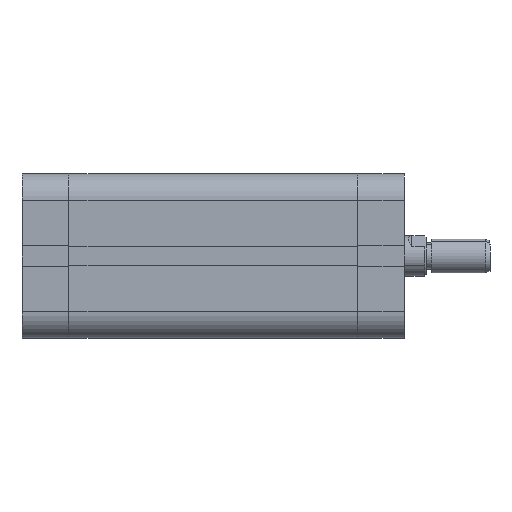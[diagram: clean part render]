
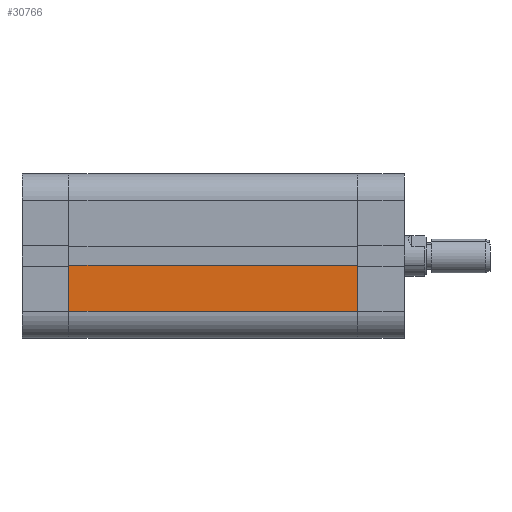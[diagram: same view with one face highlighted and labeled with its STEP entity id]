
A CAD part, front view. The second image highlights one B-rep face of the part: STEP entity #30766.
In plain terms, the highlighted planar face has unit normal (0, -1, 0).
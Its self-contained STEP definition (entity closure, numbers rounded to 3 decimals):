
#59 = DIRECTION ( 'NONE',  ( 0., 0., -1. ) ) ;
#772 = AXIS2_PLACEMENT_3D ( 'NONE', #32489, #30037, #15780 ) ;
#1282 = ORIENTED_EDGE ( 'NONE', *, *, #1838, .T. ) ;
#1816 = ORIENTED_EDGE ( 'NONE', *, *, #28168, .T. ) ;
#1838 = EDGE_CURVE ( 'NONE', #34985, #2228, #9111, .T. ) ;
#2228 = VERTEX_POINT ( 'NONE', #31551 ) ;
#2818 = DIRECTION ( 'NONE',  ( -1., 0., 0. ) ) ;
#3146 = LINE ( 'NONE', #20368, #16937 ) ;
#3352 = CARTESIAN_POINT ( 'NONE',  ( 0., -24.5, -2.8 ) ) ;
#4091 = VERTEX_POINT ( 'NONE', #8317 ) ;
#5387 = CARTESIAN_POINT ( 'NONE',  ( 0., -24.5, -24.5 ) ) ;
#7620 = VECTOR ( 'NONE', #29806, 1000. ) ;
#8092 = VECTOR ( 'NONE', #2818, 1000. ) ;
#8314 = CARTESIAN_POINT ( 'NONE',  ( 86.001, -24.5, -2.8 ) ) ;
#8317 = CARTESIAN_POINT ( 'NONE',  ( 86., -24.5, -2.8 ) ) ;
#8602 = EDGE_CURVE ( 'NONE', #4091, #18190, #16823, .T. ) ;
#9111 = LINE ( 'NONE', #29250, #7620 ) ;
#9347 = FACE_OUTER_BOUND ( 'NONE', #31523, .T. ) ;
#15780 = DIRECTION ( 'NONE',  ( 0., 0., 1. ) ) ;
#16823 = LINE ( 'NONE', #8314, #8092 ) ;
#16937 = VECTOR ( 'NONE', #18247, 1000. ) ;
#17572 = CARTESIAN_POINT ( 'NONE',  ( 0., -24.5, -16.5 ) ) ;
#18190 = VERTEX_POINT ( 'NONE', #3352 ) ;
#18247 = DIRECTION ( 'NONE',  ( 0., 0., -1. ) ) ;
#20356 = ORIENTED_EDGE ( 'NONE', *, *, #24807, .F. ) ;
#20368 = CARTESIAN_POINT ( 'NONE',  ( 86., -24.5, -24.5 ) ) ;
#20520 = LINE ( 'NONE', #5387, #26816 ) ;
#20911 = PLANE ( 'NONE',  #772 ) ;
#24807 = EDGE_CURVE ( 'NONE', #4091, #2228, #3146, .T. ) ;
#26816 = VECTOR ( 'NONE', #59, 1000. ) ;
#28168 = EDGE_CURVE ( 'NONE', #18190, #34985, #20520, .T. ) ;
#29250 = CARTESIAN_POINT ( 'NONE',  ( 86., -24.5, -16.5 ) ) ;
#29806 = DIRECTION ( 'NONE',  ( 1., 0., 0. ) ) ;
#30037 = DIRECTION ( 'NONE',  ( 0., 1., 0. ) ) ;
#30766 = ADVANCED_FACE ( 'NONE', ( #9347 ), #20911, .F. ) ;
#31390 = ORIENTED_EDGE ( 'NONE', *, *, #8602, .T. ) ;
#31523 = EDGE_LOOP ( 'NONE', ( #31390, #1816, #1282, #20356 ) ) ;
#31551 = CARTESIAN_POINT ( 'NONE',  ( 86., -24.5, -16.5 ) ) ;
#32489 = CARTESIAN_POINT ( 'NONE',  ( 86., -24.5, -24.5 ) ) ;
#34985 = VERTEX_POINT ( 'NONE', #17572 ) ;
